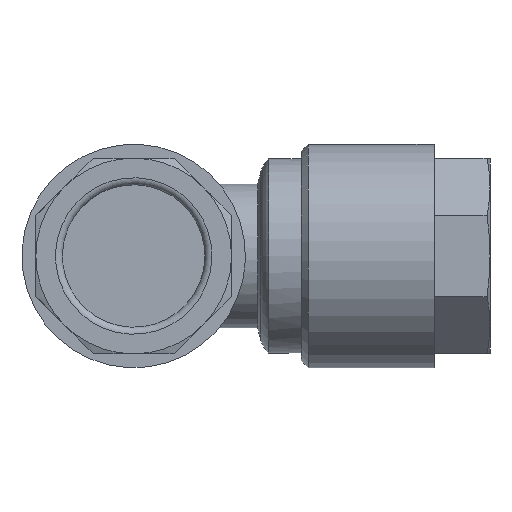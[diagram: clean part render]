
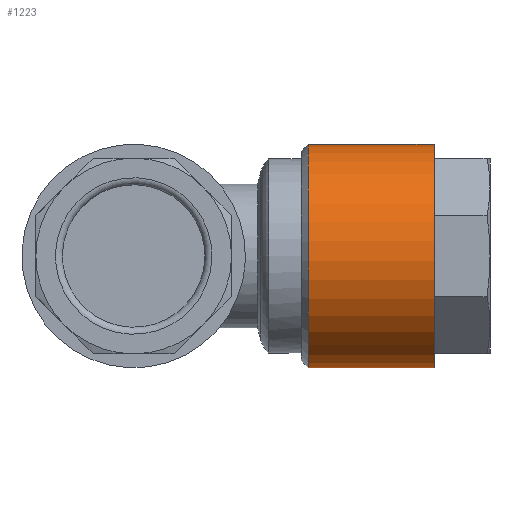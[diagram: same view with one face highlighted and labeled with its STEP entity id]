
A CAD part, left-side view. The second image highlights one B-rep face of the part: STEP entity #1223.
In plain terms, the highlighted cylindrical face has radius 8 mm (diameter 16 mm), a full revolution.
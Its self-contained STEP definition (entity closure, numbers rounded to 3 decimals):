
#268=FACE_BOUND('',#500,.T.);
#343=CIRCLE('',#1355,8.);
#344=CIRCLE('',#1356,8.);
#389=FACE_OUTER_BOUND('',#499,.T.);
#499=EDGE_LOOP('',(#929));
#500=EDGE_LOOP('',(#930));
#625=VERTEX_POINT('',#1987);
#626=VERTEX_POINT('',#1989);
#742=EDGE_CURVE('',#625,#625,#343,.T.);
#743=EDGE_CURVE('',#626,#626,#344,.T.);
#929=ORIENTED_EDGE('',*,*,#742,.T.);
#930=ORIENTED_EDGE('',*,*,#743,.F.);
#1194=CYLINDRICAL_SURFACE('',#1354,8.);
#1223=ADVANCED_FACE('',(#389,#268),#1194,.T.);
#1354=AXIS2_PLACEMENT_3D('',#1986,#1575,#1576);
#1355=AXIS2_PLACEMENT_3D('',#1988,#1577,#1578);
#1356=AXIS2_PLACEMENT_3D('',#1990,#1579,#1580);
#1575=DIRECTION('center_axis',(0.,1.,0.));
#1576=DIRECTION('ref_axis',(0.383,0.,-0.924));
#1577=DIRECTION('center_axis',(0.,1.,0.));
#1578=DIRECTION('ref_axis',(-0.383,0.,0.924));
#1579=DIRECTION('center_axis',(0.,1.,0.));
#1580=DIRECTION('ref_axis',(0.383,0.,-0.924));
#1986=CARTESIAN_POINT('Origin',(0.,-12.,0.));
#1987=CARTESIAN_POINT('',(3.061,-21.5,-7.391));
#1988=CARTESIAN_POINT('Origin',(0.,-21.5,0.));
#1989=CARTESIAN_POINT('',(3.061,-12.5,-7.391));
#1990=CARTESIAN_POINT('Origin',(0.,-12.5,0.));
